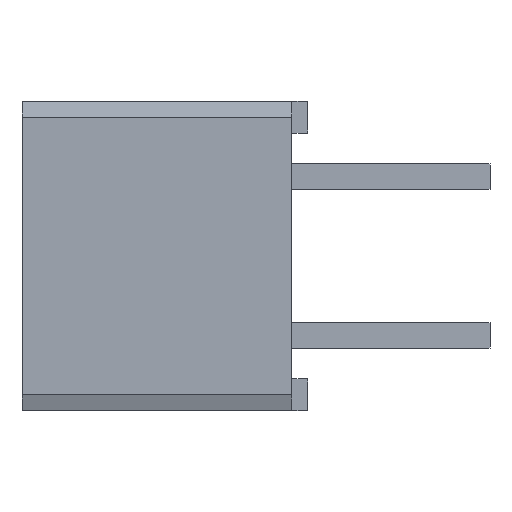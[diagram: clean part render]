
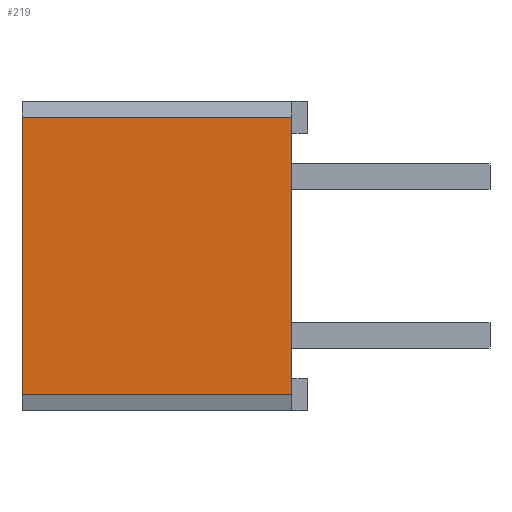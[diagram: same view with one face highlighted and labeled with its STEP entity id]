
A CAD part, left-side view. The second image highlights one B-rep face of the part: STEP entity #219.
In plain terms, the highlighted planar face has unit normal (-1, 0, 0).
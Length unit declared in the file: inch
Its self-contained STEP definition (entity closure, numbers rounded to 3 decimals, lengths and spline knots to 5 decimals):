
#219 = ADVANCED_FACE( '', ( #427 ), #428, .F. );
#427 = FACE_OUTER_BOUND( '', #746, .T. );
#428 = PLANE( '', #747 );
#746 = EDGE_LOOP( '', ( #1400, #1401, #1402, #1403 ) );
#747 = AXIS2_PLACEMENT_3D( '', #1404, #1405, #1406 );
#1400 = ORIENTED_EDGE( '', *, *, #2215, .T. );
#1401 = ORIENTED_EDGE( '', *, *, #2285, .T. );
#1402 = ORIENTED_EDGE( '', *, *, #2321, .T. );
#1403 = ORIENTED_EDGE( '', *, *, #2288, .F. );
#1404 = CARTESIAN_POINT( '', ( -0.15, 0.18, -0.0975 ) );
#1405 = DIRECTION( '', ( 1., 0., 0. ) );
#1406 = DIRECTION( '', ( 0., 0., -1. ) );
#2215 = EDGE_CURVE( '', #2642, #2640, #2643, .T. );
#2285 = EDGE_CURVE( '', #2640, #2748, #2750, .T. );
#2288 = EDGE_CURVE( '', #2642, #2753, #2754, .T. );
#2321 = EDGE_CURVE( '', #2748, #2753, #2811, .T. );
#2640 = VERTEX_POINT( '', #3318 );
#2642 = VERTEX_POINT( '', #3321 );
#2643 = LINE( '', #3322, #3323 );
#2748 = VERTEX_POINT( '', #3496 );
#2750 = LINE( '', #3499, #3500 );
#2753 = VERTEX_POINT( '', #3505 );
#2754 = LINE( '', #3506, #3507 );
#2811 = LINE( '', #3596, #3597 );
#3318 = CARTESIAN_POINT( '', ( -0.15, 0.01, -0.0875 ) );
#3321 = CARTESIAN_POINT( '', ( -0.15, 0.18, -0.0875 ) );
#3322 = CARTESIAN_POINT( '', ( -0.15, 0.18, -0.0875 ) );
#3323 = VECTOR( '', #4191, 39.37008 );
#3496 = CARTESIAN_POINT( '', ( -0.15, 0.01, 0.0875 ) );
#3499 = CARTESIAN_POINT( '', ( -0.15, 0.01, -0.0775 ) );
#3500 = VECTOR( '', #4261, 39.37008 );
#3505 = CARTESIAN_POINT( '', ( -0.15, 0.18, 0.0875 ) );
#3506 = CARTESIAN_POINT( '', ( -0.15, 0.18, -0.0975 ) );
#3507 = VECTOR( '', #4264, 39.37008 );
#3596 = CARTESIAN_POINT( '', ( -0.15, 0.18, 0.0875 ) );
#3597 = VECTOR( '', #4297, 39.37008 );
#4191 = DIRECTION( '', ( 0., -1., 0. ) );
#4261 = DIRECTION( '', ( 0., 0., 1. ) );
#4264 = DIRECTION( '', ( 0., 0., 1. ) );
#4297 = DIRECTION( '', ( 0., 1., 0. ) );
